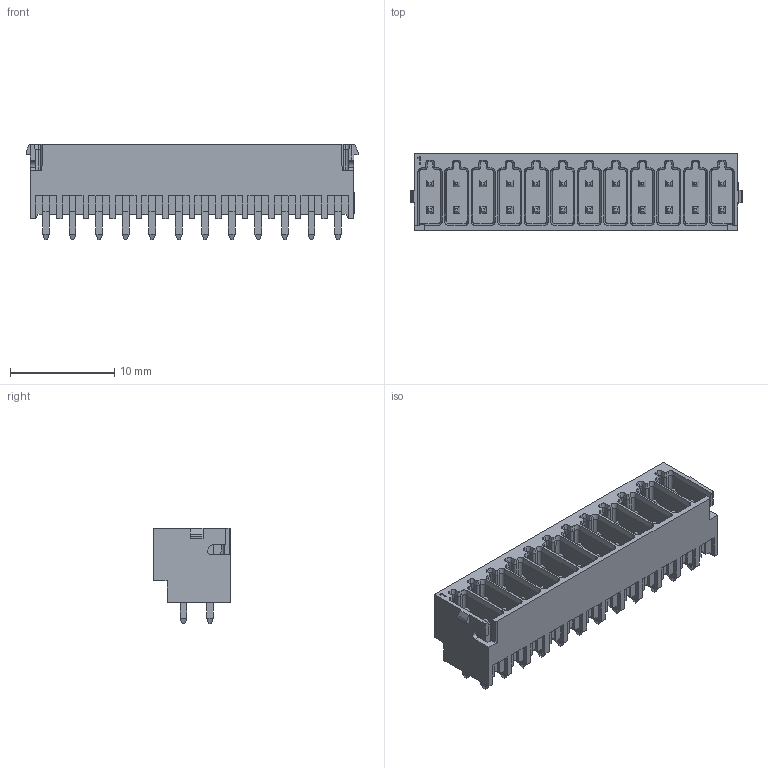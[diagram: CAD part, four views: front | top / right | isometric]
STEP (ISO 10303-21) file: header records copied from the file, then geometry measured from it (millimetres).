
FILE_DESCRIPTION(('Creo Elements/Direct Modeling STEP Export'),'2;1');
FILE_NAME('model.stp','2020-09-28T 7:13:11',(''),(''),'Creo Elements/Direct Modeling STEP processor for AP214 (Solid Model)','Creo Elements/Direct Modeling 20.1A 29-Sep-2018 (C) Parametric Technology GmbH','');
FILE_SCHEMA(('AUTOMOTIVE_DESIGN { 1 0 10303 214 1 1 1 1 }'));
Products named in the file (2): DMCV_0.5-12-G-2.54_THR; DMCV_0.5_12-G1-2.54_P20THR
Assembly tree (1 placements, depth 2):
  DMCV_0.5_12-G1-2.54_P20THR
    DMCV_0.5-12-G-2.54_THR
Bounding box: 31.78 x 7.39 x 9.1 mm (x, y, z)
Volume: 884.1 mm3; surface area: 2182.2 mm2
Topology: 1 solids, 1 shells, 1210 faces, 3031 edges, 1860 vertices
Faces by surface type: plane 885, bspline 205, cylinder 105, extrusion 15
Entity records: 52519 total; most frequent: CARTESIAN_POINT 18489, ORIENTED_EDGE 6058, DIRECTION 4214, EDGE_CURVE 3029, VECTOR 2338, LINE 2323, VERTEX_POINT 1860, EDGE_LOOP 1249
